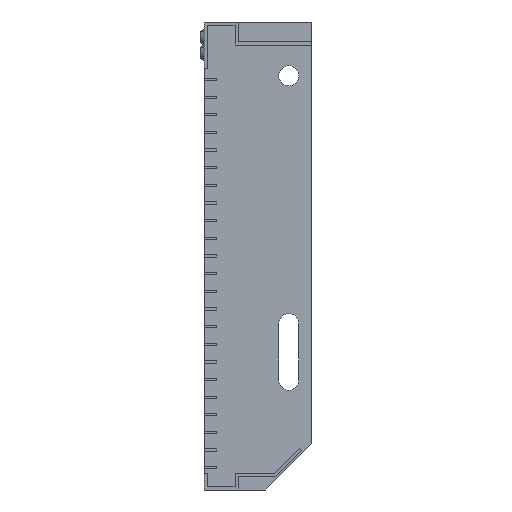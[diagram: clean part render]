
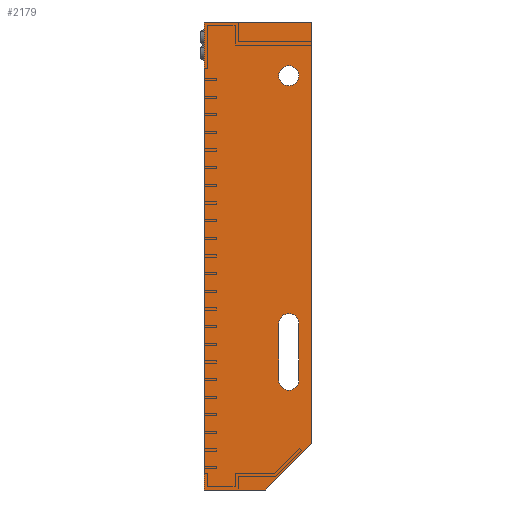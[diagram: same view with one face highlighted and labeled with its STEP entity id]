
A CAD part, left-side view. The second image highlights one B-rep face of the part: STEP entity #2179.
In plain terms, the highlighted planar face has unit normal (-1, 0, 0).
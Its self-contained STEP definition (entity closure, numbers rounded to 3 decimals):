
#653 = VECTOR ( 'NONE', #6479, 1000. ) ;
#1336 = DIRECTION ( 'NONE',  ( 0., 0., -1. ) ) ;
#1987 = CIRCLE ( 'NONE', #5908, 6.5 ) ;
#2119 = VERTEX_POINT ( 'NONE', #25040 ) ;
#2179 = ADVANCED_FACE ( 'NONE', ( #3423, #2892, #18753 ), #32727, .F. ) ;
#2323 = CARTESIAN_POINT ( 'NONE',  ( -650., 15., -35. ) ) ;
#2716 = DIRECTION ( 'NONE',  ( 1., 0., 0. ) ) ;
#2771 = EDGE_CURVE ( 'NONE', #16255, #29658, #19180, .T. ) ;
#2892 = FACE_BOUND ( 'NONE', #13073, .T. ) ;
#3324 = CARTESIAN_POINT ( 'NONE',  ( -650., 0., 0. ) ) ;
#3423 = FACE_BOUND ( 'NONE', #19394, .T. ) ;
#4368 = CARTESIAN_POINT ( 'NONE',  ( -650., 21.5, -233.5 ) ) ;
#4592 = CARTESIAN_POINT ( 'NONE',  ( -650., 15., -233.5 ) ) ;
#5089 = CIRCLE ( 'NONE', #20898, 6.5 ) ;
#5173 = VERTEX_POINT ( 'NONE', #20098 ) ;
#5705 = DIRECTION ( 'NONE',  ( 0., 0., -1. ) ) ;
#5908 = AXIS2_PLACEMENT_3D ( 'NONE', #23831, #10693, #10551 ) ;
#6026 = DIRECTION ( 'NONE',  ( 1., 0., 0. ) ) ;
#6039 = CARTESIAN_POINT ( 'NONE',  ( -650., 15., -41.5 ) ) ;
#6045 = AXIS2_PLACEMENT_3D ( 'NONE', #2323, #6026, #35456 ) ;
#6198 = VERTEX_POINT ( 'NONE', #4368 ) ;
#6325 = DIRECTION ( 'NONE',  ( 1., 0., 0. ) ) ;
#6431 = DIRECTION ( 'NONE',  ( 0., 0., -1. ) ) ;
#6479 = DIRECTION ( 'NONE',  ( 0., -1., 0. ) ) ;
#7562 = CARTESIAN_POINT ( 'NONE',  ( -650., 30., -305. ) ) ;
#7646 = EDGE_CURVE ( 'NONE', #40397, #32071, #31253, .T. ) ;
#7650 = CARTESIAN_POINT ( 'NONE',  ( -650., 0., -275. ) ) ;
#8028 = VERTEX_POINT ( 'NONE', #6039 ) ;
#9085 = VERTEX_POINT ( 'NONE', #24537 ) ;
#9269 = ORIENTED_EDGE ( 'NONE', *, *, #22066, .F. ) ;
#10259 = VECTOR ( 'NONE', #19613, 1000. ) ;
#10551 = DIRECTION ( 'NONE',  ( 0., 0., -1. ) ) ;
#10693 = DIRECTION ( 'NONE',  ( 1., 0., 0. ) ) ;
#11329 = CARTESIAN_POINT ( 'NONE',  ( -650., 0., -275. ) ) ;
#12490 = CARTESIAN_POINT ( 'NONE',  ( -650., 15., -240. ) ) ;
#13073 = EDGE_LOOP ( 'NONE', ( #34785, #20834 ) ) ;
#13304 = ORIENTED_EDGE ( 'NONE', *, *, #30526, .T. ) ;
#14883 = CIRCLE ( 'NONE', #23933, 6.5 ) ;
#15053 = ORIENTED_EDGE ( 'NONE', *, *, #33087, .T. ) ;
#15317 = VECTOR ( 'NONE', #39919, 1000. ) ;
#15399 = DIRECTION ( 'NONE',  ( 0., 0., -1. ) ) ;
#15434 = VECTOR ( 'NONE', #20372, 1000. ) ;
#16120 = AXIS2_PLACEMENT_3D ( 'NONE', #28396, #2716, #5705 ) ;
#16255 = VERTEX_POINT ( 'NONE', #19792 ) ;
#16818 = EDGE_CURVE ( 'NONE', #8028, #9085, #17492, .T. ) ;
#17110 = CARTESIAN_POINT ( 'NONE',  ( -650., 21.5, -233.5 ) ) ;
#17492 = CIRCLE ( 'NONE', #6045, 6.5 ) ;
#18684 = EDGE_CURVE ( 'NONE', #41210, #28495, #5089, .T. ) ;
#18753 = FACE_OUTER_BOUND ( 'NONE', #30745, .T. ) ;
#19180 = LINE ( 'NONE', #33202, #27852 ) ;
#19325 = DIRECTION ( 'NONE',  ( 0., 0., 1. ) ) ;
#19394 = EDGE_LOOP ( 'NONE', ( #31012, #30156, #15053, #37847, #13304 ) ) ;
#19613 = DIRECTION ( 'NONE',  ( 0., 0., 1. ) ) ;
#19792 = CARTESIAN_POINT ( 'NONE',  ( -650., 30., -305. ) ) ;
#20098 = CARTESIAN_POINT ( 'NONE',  ( -650., 8.5, -196.5 ) ) ;
#20372 = DIRECTION ( 'NONE',  ( 0., 0., -1. ) ) ;
#20388 = EDGE_CURVE ( 'NONE', #32071, #16255, #38659, .T. ) ;
#20834 = ORIENTED_EDGE ( 'NONE', *, *, #34495, .T. ) ;
#20898 = AXIS2_PLACEMENT_3D ( 'NONE', #4592, #25484, #6431 ) ;
#22066 = EDGE_CURVE ( 'NONE', #29658, #2119, #24530, .T. ) ;
#22697 = ORIENTED_EDGE ( 'NONE', *, *, #37470, .F. ) ;
#23638 = AXIS2_PLACEMENT_3D ( 'NONE', #3324, #6325, #19325 ) ;
#23831 = CARTESIAN_POINT ( 'NONE',  ( -650., 15., -35. ) ) ;
#23933 = AXIS2_PLACEMENT_3D ( 'NONE', #33607, #36947, #1336 ) ;
#23979 = ORIENTED_EDGE ( 'NONE', *, *, #20388, .F. ) ;
#24530 = LINE ( 'NONE', #36031, #10259 ) ;
#24537 = CARTESIAN_POINT ( 'NONE',  ( -650., 15., -28.5 ) ) ;
#25040 = CARTESIAN_POINT ( 'NONE',  ( -650., 70., 0. ) ) ;
#25484 = DIRECTION ( 'NONE',  ( 1., 0., 0. ) ) ;
#27025 = ORIENTED_EDGE ( 'NONE', *, *, #7646, .F. ) ;
#27852 = VECTOR ( 'NONE', #32919, 1000. ) ;
#28387 = CARTESIAN_POINT ( 'NONE',  ( -650., 8.5, -196.5 ) ) ;
#28396 = CARTESIAN_POINT ( 'NONE',  ( -650., 15., -196.5 ) ) ;
#28495 = VERTEX_POINT ( 'NONE', #12490 ) ;
#28762 = ORIENTED_EDGE ( 'NONE', *, *, #2771, .F. ) ;
#28818 = CARTESIAN_POINT ( 'NONE',  ( -650., 21.5, -196.5 ) ) ;
#28873 = EDGE_CURVE ( 'NONE', #5173, #41210, #32013, .T. ) ;
#29032 = VERTEX_POINT ( 'NONE', #28818 ) ;
#29335 = CARTESIAN_POINT ( 'NONE',  ( -650., 0., 0. ) ) ;
#29658 = VERTEX_POINT ( 'NONE', #30048 ) ;
#29762 = LINE ( 'NONE', #29335, #653 ) ;
#30048 = CARTESIAN_POINT ( 'NONE',  ( -650., 70., -305. ) ) ;
#30156 = ORIENTED_EDGE ( 'NONE', *, *, #18684, .T. ) ;
#30419 = DIRECTION ( 'NONE',  ( 0., 0.707, -0.707 ) ) ;
#30499 = VECTOR ( 'NONE', #30419, 1000. ) ;
#30526 = EDGE_CURVE ( 'NONE', #29032, #5173, #38523, .T. ) ;
#30745 = EDGE_LOOP ( 'NONE', ( #27025, #22697, #9269, #28762, #23979 ) ) ;
#31012 = ORIENTED_EDGE ( 'NONE', *, *, #28873, .T. ) ;
#31253 = LINE ( 'NONE', #7650, #15434 ) ;
#32013 = LINE ( 'NONE', #28387, #34555 ) ;
#32071 = VERTEX_POINT ( 'NONE', #11329 ) ;
#32727 = PLANE ( 'NONE',  #23638 ) ;
#32919 = DIRECTION ( 'NONE',  ( 0., 1., 0. ) ) ;
#33087 = EDGE_CURVE ( 'NONE', #28495, #6198, #14883, .T. ) ;
#33202 = CARTESIAN_POINT ( 'NONE',  ( -650., 70., -305. ) ) ;
#33607 = CARTESIAN_POINT ( 'NONE',  ( -650., 15., -233.5 ) ) ;
#34495 = EDGE_CURVE ( 'NONE', #9085, #8028, #1987, .T. ) ;
#34555 = VECTOR ( 'NONE', #15399, 1000. ) ;
#34785 = ORIENTED_EDGE ( 'NONE', *, *, #16818, .T. ) ;
#35456 = DIRECTION ( 'NONE',  ( 0., 0., -1. ) ) ;
#36031 = CARTESIAN_POINT ( 'NONE',  ( -650., 70., 0. ) ) ;
#36947 = DIRECTION ( 'NONE',  ( 1., 0., 0. ) ) ;
#37470 = EDGE_CURVE ( 'NONE', #2119, #40397, #29762, .T. ) ;
#37847 = ORIENTED_EDGE ( 'NONE', *, *, #39952, .T. ) ;
#38523 = CIRCLE ( 'NONE', #16120, 6.5 ) ;
#38659 = LINE ( 'NONE', #7562, #30499 ) ;
#39191 = CARTESIAN_POINT ( 'NONE',  ( -650., 8.5, -233.5 ) ) ;
#39846 = LINE ( 'NONE', #17110, #15317 ) ;
#39919 = DIRECTION ( 'NONE',  ( 0., 0., 1. ) ) ;
#39952 = EDGE_CURVE ( 'NONE', #6198, #29032, #39846, .T. ) ;
#40279 = CARTESIAN_POINT ( 'NONE',  ( -650., 0., 0. ) ) ;
#40397 = VERTEX_POINT ( 'NONE', #40279 ) ;
#41210 = VERTEX_POINT ( 'NONE', #39191 ) ;
